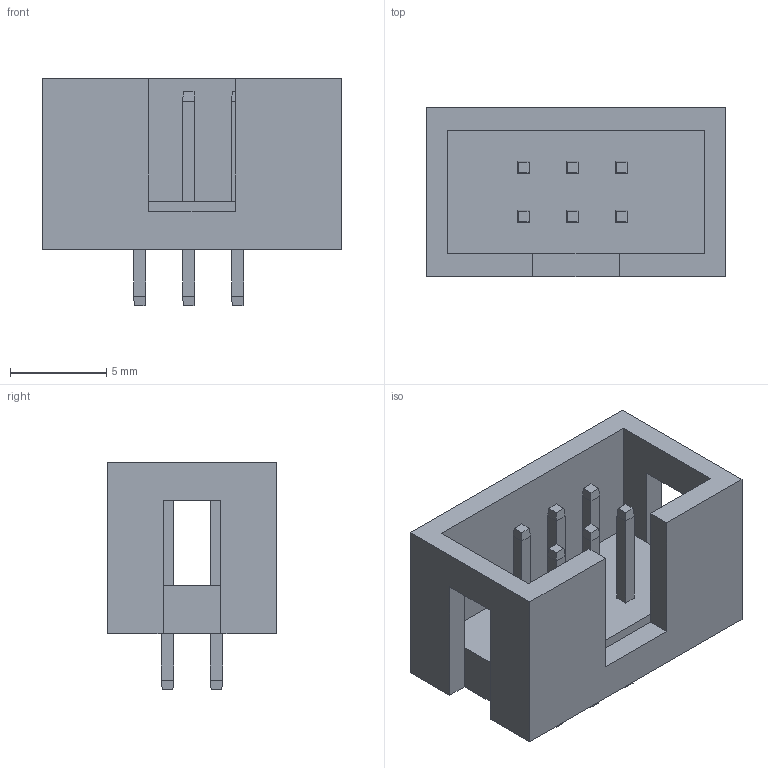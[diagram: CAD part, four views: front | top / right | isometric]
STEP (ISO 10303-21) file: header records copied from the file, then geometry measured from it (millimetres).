
FILE_DESCRIPTION (( 'STEP AP214' ), '1' );
FILE_NAME ('IDC_3X2.STEP', '2023-09-29T15:49:59', ( '' ), ( '' ), 'SwSTEP 2.0', 'SolidWorks 2016', '' );
FILE_SCHEMA (( 'AUTOMOTIVE_DESIGN' ));
Length unit declared in the file: millimetre
Products named in the file (1): IDC_3X2
Bounding box: 15.56 x 8.8 x 11.8 mm (x, y, z)
Volume: 609.4 mm3; surface area: 1026.8 mm2
Topology: 1 solids, 1 shells, 132 faces, 312 edges, 190 vertices
Faces by surface type: plane 132
Entity records: 5138 total; most frequent: CARTESIAN_POINT 635, ORIENTED_EDGE 624, DIRECTION 578, LINE 312, VECTOR 312, EDGE_CURVE 312, VERTEX_POINT 190, EDGE_LOOP 144
